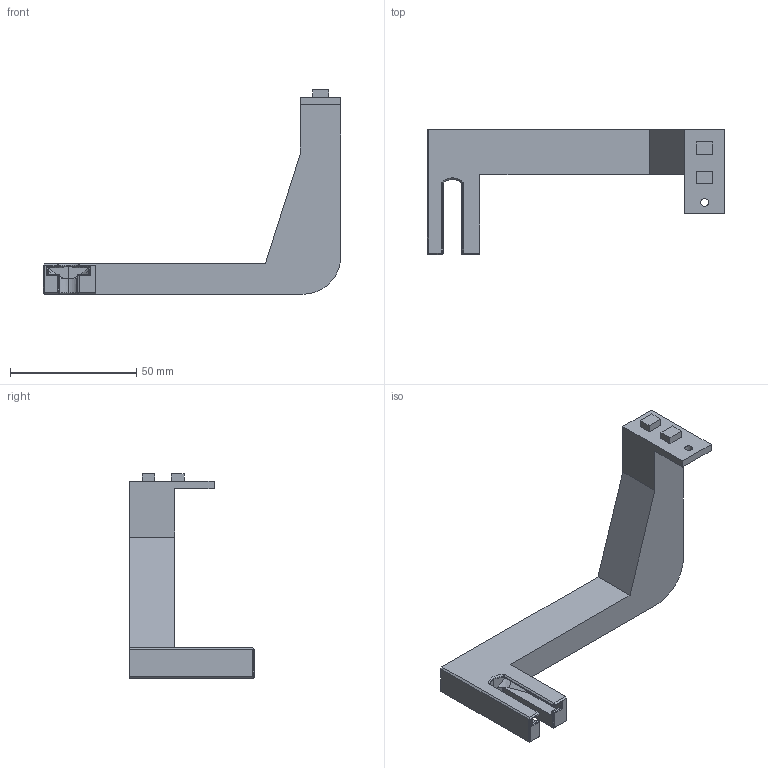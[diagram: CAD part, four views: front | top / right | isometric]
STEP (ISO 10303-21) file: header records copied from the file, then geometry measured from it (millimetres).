
FILE_DESCRIPTION(('HOOPS Exchange Step'),'2;1');
FILE_NAME('temp_export','2024-07-08T15:19:18+10:00',('bjonk'),('Shapr3D Limited'),'HOOPS Exchange 2024.2','Shapr3D','Authorized');
FILE_SCHEMA( ('AUTOMOTIVE_DESIGN { 1 0 10303 214 1 1 1 1 }') );
Length unit declared in the file: millimetre
Products named in the file (3): Euclid Mount; My variations; root
Assembly tree (2 placements, depth 3):
  root
    My variations
      Euclid Mount
Bounding box: 117.92 x 49.47 x 81 mm (x, y, z)
Volume: 54080.4 mm3; surface area: 15611.3 mm2
Topology: 1 solids, 1 shells, 135 faces, 344 edges, 207 vertices
Faces by surface type: plane 60, cylinder 45, cone 26, sphere 4
Full cylindrical faces by diameter (mm): 3.1 x1
Entity records: 4171 total; most frequent: CARTESIAN_POINT 961, ORIENTED_EDGE 676, DIRECTION 633, EDGE_CURVE 338, AXIS2_PLACEMENT_3D 214, VERTEX_POINT 207, VECTOR 205, LINE 205
